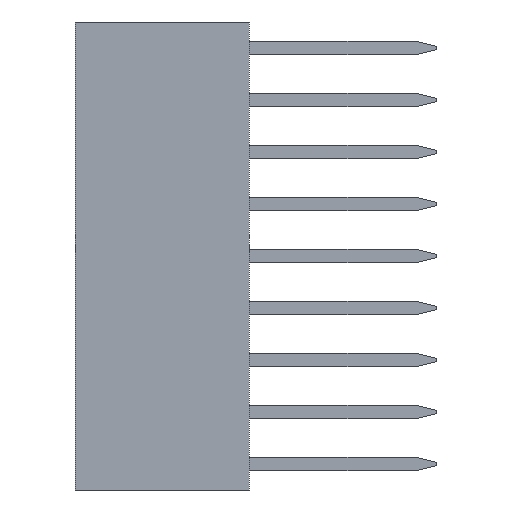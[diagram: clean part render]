
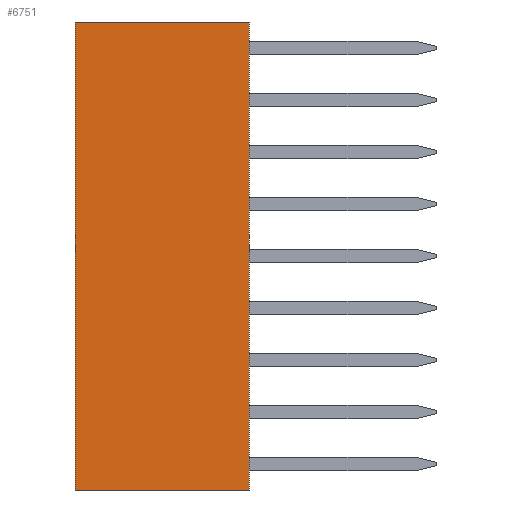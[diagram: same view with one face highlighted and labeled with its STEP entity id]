
A CAD part, left-side view. The second image highlights one B-rep face of the part: STEP entity #6751.
In plain terms, the highlighted planar face has unit normal (-1, 0, 0).
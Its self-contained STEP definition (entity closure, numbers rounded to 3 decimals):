
#75 = ORIENTED_EDGE ( 'NONE', *, *, #6531, .F. ) ;
#255 = VECTOR ( 'NONE', #3381, 1000. ) ;
#902 = LINE ( 'NONE', #2838, #6205 ) ;
#1731 = EDGE_CURVE ( 'NONE', #3635, #4010, #902, .T. ) ;
#2100 = EDGE_LOOP ( 'NONE', ( #11769, #5003, #75, #3987 ) ) ;
#2834 = DIRECTION ( 'NONE',  ( 0., -1., 0. ) ) ;
#2838 = CARTESIAN_POINT ( 'NONE',  ( 0., 0., 0. ) ) ;
#3381 = DIRECTION ( 'NONE',  ( 0., 0., -1. ) ) ;
#3635 = VERTEX_POINT ( 'NONE', #9389 ) ;
#3641 = CARTESIAN_POINT ( 'NONE',  ( 0., 0., 2.54 ) ) ;
#3920 = DIRECTION ( 'NONE',  ( 0., -1., 0. ) ) ;
#3987 = ORIENTED_EDGE ( 'NONE', *, *, #10802, .T. ) ;
#4010 = VERTEX_POINT ( 'NONE', #12080 ) ;
#4033 = LINE ( 'NONE', #9141, #5001 ) ;
#4791 = VERTEX_POINT ( 'NONE', #8646 ) ;
#5001 = VECTOR ( 'NONE', #2834, 1000. ) ;
#5003 = ORIENTED_EDGE ( 'NONE', *, *, #13178, .F. ) ;
#5335 = VECTOR ( 'NONE', #13168, 1000. ) ;
#6205 = VECTOR ( 'NONE', #3920, 1000. ) ;
#6207 = DIRECTION ( 'NONE',  ( 1., 0., 0. ) ) ;
#6531 = EDGE_CURVE ( 'NONE', #11490, #4791, #4033, .T. ) ;
#6751 = ADVANCED_FACE ( 'NONE', ( #12758 ), #13556, .F. ) ;
#6994 = CARTESIAN_POINT ( 'NONE',  ( 0., 0., 22.86 ) ) ;
#8115 = LINE ( 'NONE', #3641, #5335 ) ;
#8646 = CARTESIAN_POINT ( 'NONE',  ( 0., -8.5, 22.86 ) ) ;
#9141 = CARTESIAN_POINT ( 'NONE',  ( 0., 0., 22.86 ) ) ;
#9389 = CARTESIAN_POINT ( 'NONE',  ( 0., 0., 0. ) ) ;
#10802 = EDGE_CURVE ( 'NONE', #11490, #3635, #8115, .T. ) ;
#11298 = AXIS2_PLACEMENT_3D ( 'NONE', #12549, #6207, #13603 ) ;
#11490 = VERTEX_POINT ( 'NONE', #6994 ) ;
#11769 = ORIENTED_EDGE ( 'NONE', *, *, #1731, .T. ) ;
#11789 = CARTESIAN_POINT ( 'NONE',  ( 0., -8.5, 2.54 ) ) ;
#11865 = LINE ( 'NONE', #11789, #255 ) ;
#12080 = CARTESIAN_POINT ( 'NONE',  ( 0., -8.5, 0. ) ) ;
#12549 = CARTESIAN_POINT ( 'NONE',  ( 0., 0., 2.54 ) ) ;
#12758 = FACE_OUTER_BOUND ( 'NONE', #2100, .T. ) ;
#13168 = DIRECTION ( 'NONE',  ( 0., 0., -1. ) ) ;
#13178 = EDGE_CURVE ( 'NONE', #4791, #4010, #11865, .T. ) ;
#13556 = PLANE ( 'NONE',  #11298 ) ;
#13603 = DIRECTION ( 'NONE',  ( 0., 0., -1. ) ) ;
